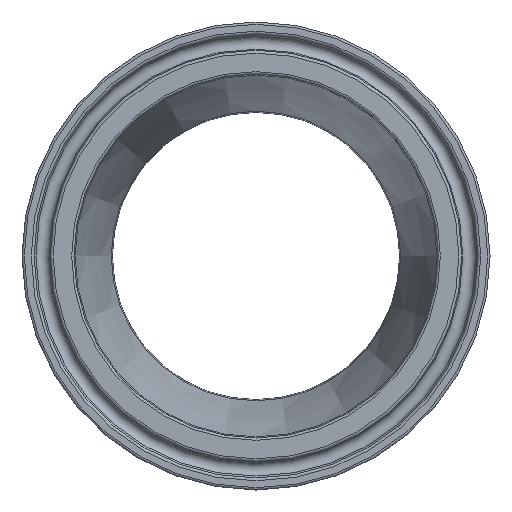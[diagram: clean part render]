
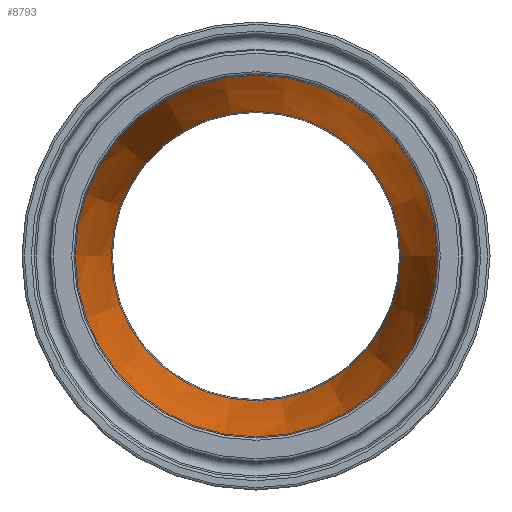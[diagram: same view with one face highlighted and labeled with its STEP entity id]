
A CAD part, left-side view. The second image highlights one B-rep face of the part: STEP entity #8793.
In plain terms, the highlighted conical face has half-angle 14.036 degrees and reference radius 26.924 mm.
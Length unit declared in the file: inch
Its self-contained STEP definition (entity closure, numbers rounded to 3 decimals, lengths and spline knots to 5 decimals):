
#19=CONICAL_SURFACE('',#9346,1.06,14.036);
#174=FACE_BOUND('',#1657,.T.);
#1078=FACE_OUTER_BOUND('',#1656,.T.);
#1656=EDGE_LOOP('',(#8155));
#1657=EDGE_LOOP('',(#8156));
#2324=CIRCLE('',#9345,1.17754);
#2325=CIRCLE('',#9347,0.94246);
#4336=VERTEX_POINT('',#19108);
#4337=VERTEX_POINT('',#19111);
#5611=EDGE_CURVE('',#4336,#4336,#2324,.T.);
#5612=EDGE_CURVE('',#4337,#4337,#2325,.T.);
#8155=ORIENTED_EDGE('',*,*,#5612,.F.);
#8156=ORIENTED_EDGE('',*,*,#5611,.F.);
#8793=ADVANCED_FACE('',(#1078,#174),#19,.F.);
#9345=AXIS2_PLACEMENT_3D('',#19109,#11017,#11018);
#9346=AXIS2_PLACEMENT_3D('',#19110,#11019,#11020);
#9347=AXIS2_PLACEMENT_3D('',#19112,#11021,#11022);
#11017=DIRECTION('center_axis',(1.,0.,0.));
#11018=DIRECTION('ref_axis',(0.,-1.,0.));
#11019=DIRECTION('center_axis',(-1.,0.,0.));
#11020=DIRECTION('ref_axis',(0.,1.,0.));
#11021=DIRECTION('center_axis',(-1.,0.,0.));
#11022=DIRECTION('ref_axis',(0.,-1.,0.));
#19108=CARTESIAN_POINT('',(0.40486,1.17754,0.));
#19109=CARTESIAN_POINT('Origin',(0.40486,0.,0.));
#19110=CARTESIAN_POINT('Origin',(0.875,0.,0.));
#19111=CARTESIAN_POINT('',(1.34514,0.94246,0.));
#19112=CARTESIAN_POINT('Origin',(1.34514,0.,0.));
